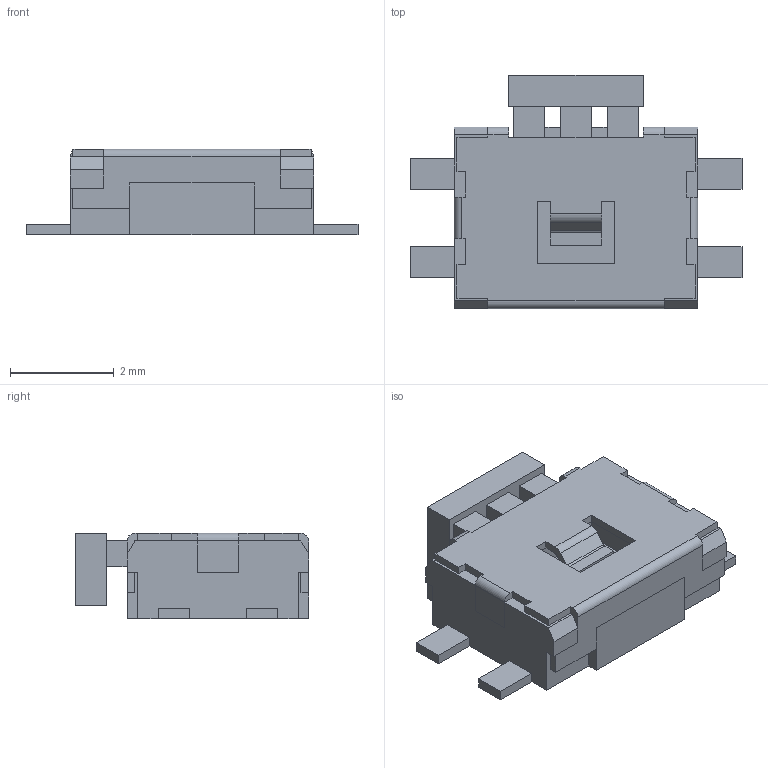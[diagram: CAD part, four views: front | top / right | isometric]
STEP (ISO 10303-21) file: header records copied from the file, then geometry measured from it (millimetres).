
FILE_DESCRIPTION(/* description */ ('model of Panasonic_EVQPUJ_EVQPUA'),/* implementation_level */ '2;1');
FILE_NAME(/* name */ 'Panasonic_EVQPUJ_EVQPUA.step',/* time_stamp */ '1970-01-01T00:00:00',/* author */ ('KiCAD','kicad'),/* organization */ ('OCCT'),/* preprocessor_version */ '',/* originating_system */ 'KiCAD',/* authorisation */ '');
FILE_SCHEMA(('AUTOMOTIVE_DESIGN { 1 0 10303 214 1 1 1 1 }'));
Length unit declared in the file: millimetre
Products named in the file (1): Panasonic_EVQPUJ_EVQPUA
Bounding box: 6.4 x 4.5 x 1.65 mm (x, y, z)
Volume: 28.2 mm3; surface area: 92.1 mm2
Topology: 1 solids, 1 shells, 149 faces, 419 edges, 266 vertices
Faces by surface type: plane 140, cylinder 9
Entity records: 3043 total; most frequent: ORIENTED_EDGE 670, EDGE_CURVE 419, LINE 349, CARTESIAN_POINT 340, VERTEX_POINT 266, FACE_BOUND 153, EDGE_LOOP 153, ADVANCED_FACE 149
